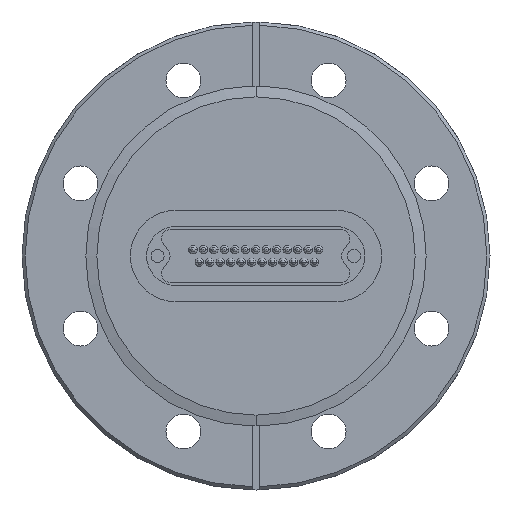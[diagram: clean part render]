
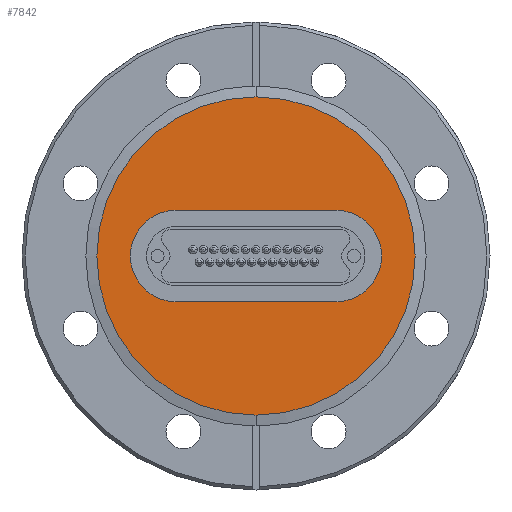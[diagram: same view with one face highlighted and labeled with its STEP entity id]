
A CAD part, front view. The second image highlights one B-rep face of the part: STEP entity #7842.
In plain terms, the highlighted planar face has unit normal (0, -1, 0).
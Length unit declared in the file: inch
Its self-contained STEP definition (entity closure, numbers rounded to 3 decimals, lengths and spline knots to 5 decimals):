
#65 = CARTESIAN_POINT ( 'NONE',  ( 0., 0.051, 0. ) ) ;
#66 = DIRECTION ( 'NONE',  ( 0., 1., 0. ) ) ;
#67 = DIRECTION ( 'NONE',  ( 0., 0., 1. ) ) ;
#297 = VERTEX_POINT ( 'NONE', #5935 ) ;
#379 = VERTEX_POINT ( 'NONE', #5941 ) ;
#413 = VERTEX_POINT ( 'NONE', #5948 ) ;
#1692 = EDGE_CURVE ( 'NONE', #379, #413, #9409, .T. ) ;
#2802 = EDGE_LOOP ( 'NONE', ( #8558, #8559 ) ) ;
#5257 = CIRCLE ( 'NONE', #10484, 0.4375 ) ;
#5276 = CIRCLE ( 'NONE', #10474, 1.52 ) ;
#5286 = LINE ( 'NONE', #11088, #5288 ) ;
#5287 = LINE ( 'NONE', #11097, #5291 ) ;
#5288 = VECTOR ( 'NONE', #11089, 39.37008 ) ;
#5289 = CIRCLE ( 'NONE', #10485, 0.4375 ) ;
#5291 = VECTOR ( 'NONE', #11096, 39.37008 ) ;
#5605 = FACE_BOUND ( 'NONE', #8446, .T. ) ;
#5609 = FACE_OUTER_BOUND ( 'NONE', #2802, .T. ) ;
#5935 = CARTESIAN_POINT ( 'NONE',  ( 0.7625, 0.051, -0.4375 ) ) ;
#5941 = CARTESIAN_POINT ( 'NONE',  ( 0., 0.051, -1.52 ) ) ;
#5948 = CARTESIAN_POINT ( 'NONE',  ( 0., 0.051, 1.52 ) ) ;
#7212 = EDGE_CURVE ( 'NONE', #413, #379, #5276, .T. ) ;
#7222 = EDGE_CURVE ( 'NONE', #12603, #297, #5286, .T. ) ;
#7223 = EDGE_CURVE ( 'NONE', #12481, #12603, #5257, .T. ) ;
#7224 = EDGE_CURVE ( 'NONE', #12432, #12481, #5287, .T. ) ;
#7225 = EDGE_CURVE ( 'NONE', #297, #12432, #5289, .T. ) ;
#7708 = AXIS2_PLACEMENT_3D ( 'NONE', #65, #66, #67 ) ;
#7842 = ADVANCED_FACE ( 'NONE', ( #5605, #5609 ), #11743, .F. ) ;
#8446 = EDGE_LOOP ( 'NONE', ( #8554, #8555, #8556, #8557 ) ) ;
#8554 = ORIENTED_EDGE ( 'NONE', *, *, #7222, .F. ) ;
#8555 = ORIENTED_EDGE ( 'NONE', *, *, #7223, .F. ) ;
#8556 = ORIENTED_EDGE ( 'NONE', *, *, #7224, .F. ) ;
#8557 = ORIENTED_EDGE ( 'NONE', *, *, #7225, .F. ) ;
#8558 = ORIENTED_EDGE ( 'NONE', *, *, #7212, .F. ) ;
#8559 = ORIENTED_EDGE ( 'NONE', *, *, #1692, .F. ) ;
#9409 = CIRCLE ( 'NONE', #7708, 1.52 ) ;
#10474 = AXIS2_PLACEMENT_3D ( 'NONE', #11064, #11065, #11066 ) ;
#10484 = AXIS2_PLACEMENT_3D ( 'NONE', #11098, #11099, #11100 ) ;
#10485 = AXIS2_PLACEMENT_3D ( 'NONE', #11105, #11106, #11107 ) ;
#10666 = AXIS2_PLACEMENT_3D ( 'NONE', #11741, #11747, #11748 ) ;
#11064 = CARTESIAN_POINT ( 'NONE',  ( 0., 0.051, 0. ) ) ;
#11065 = DIRECTION ( 'NONE',  ( 0., 1., 0. ) ) ;
#11066 = DIRECTION ( 'NONE',  ( 0., 0., 1. ) ) ;
#11088 = CARTESIAN_POINT ( 'NONE',  ( -0.7625, 0.051, -0.4375 ) ) ;
#11089 = DIRECTION ( 'NONE',  ( 1., 0., 0. ) ) ;
#11096 = DIRECTION ( 'NONE',  ( -1., 0., 0. ) ) ;
#11097 = CARTESIAN_POINT ( 'NONE',  ( -0.7625, 0.051, 0.4375 ) ) ;
#11098 = CARTESIAN_POINT ( 'NONE',  ( -0.7625, 0.051, 0. ) ) ;
#11099 = DIRECTION ( 'NONE',  ( 0., -1., 0. ) ) ;
#11100 = DIRECTION ( 'NONE',  ( 0., 0., -1. ) ) ;
#11105 = CARTESIAN_POINT ( 'NONE',  ( 0.7625, 0.051, 0. ) ) ;
#11106 = DIRECTION ( 'NONE',  ( 0., -1., 0. ) ) ;
#11107 = DIRECTION ( 'NONE',  ( 0., 0., -1. ) ) ;
#11741 = CARTESIAN_POINT ( 'NONE',  ( 1.52, 0.051, 0. ) ) ;
#11743 = PLANE ( 'NONE',  #10666 ) ;
#11747 = DIRECTION ( 'NONE',  ( 0., 1., 0. ) ) ;
#11748 = DIRECTION ( 'NONE',  ( 0., 0., 1. ) ) ;
#12432 = VERTEX_POINT ( 'NONE', #13896 ) ;
#12481 = VERTEX_POINT ( 'NONE', #13909 ) ;
#12603 = VERTEX_POINT ( 'NONE', #13934 ) ;
#13896 = CARTESIAN_POINT ( 'NONE',  ( 0.7625, 0.051, 0.4375 ) ) ;
#13909 = CARTESIAN_POINT ( 'NONE',  ( -0.7625, 0.051, 0.4375 ) ) ;
#13934 = CARTESIAN_POINT ( 'NONE',  ( -0.7625, 0.051, -0.4375 ) ) ;
